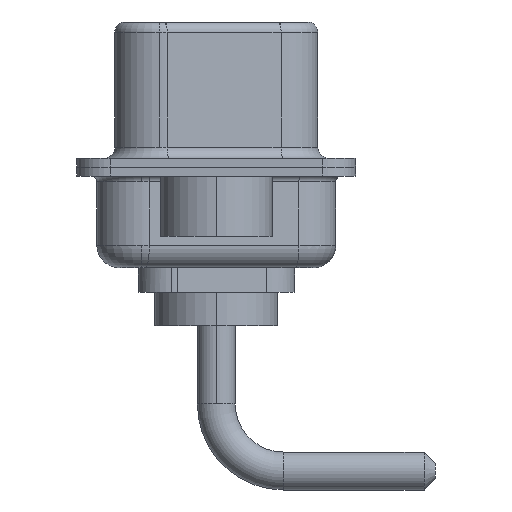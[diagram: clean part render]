
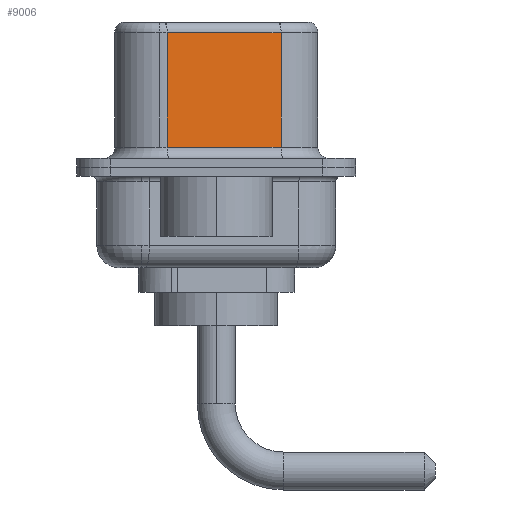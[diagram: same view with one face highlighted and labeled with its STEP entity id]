
A CAD part, left-side view. The second image highlights one B-rep face of the part: STEP entity #9006.
In plain terms, the highlighted planar face has unit normal (-0.985, -0.174, 0).
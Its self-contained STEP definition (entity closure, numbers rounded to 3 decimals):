
#935 = DIRECTION ( 'NONE',  ( -0.174, 0.985, 0. ) ) ;
#2699 = ORIENTED_EDGE ( 'NONE', *, *, #7165, .F. ) ;
#2735 = LINE ( 'NONE', #6468, #14300 ) ;
#4461 = DIRECTION ( 'NONE',  ( 0.174, -0.985, 0. ) ) ;
#4658 = VECTOR ( 'NONE', #4461, 1000. ) ;
#4759 = CARTESIAN_POINT ( 'NONE',  ( 3.68, 2.203, 0.9 ) ) ;
#4846 = CARTESIAN_POINT ( 'NONE',  ( 4.58, -2.897, 0.9 ) ) ;
#6468 = CARTESIAN_POINT ( 'NONE',  ( 3.68, 2.203, 6.52 ) ) ;
#6953 = FACE_OUTER_BOUND ( 'NONE', #15431, .T. ) ;
#7078 = VERTEX_POINT ( 'NONE', #14309 ) ;
#7165 = EDGE_CURVE ( 'NONE', #7078, #8572, #10795, .T. ) ;
#7564 = VERTEX_POINT ( 'NONE', #12882 ) ;
#8016 = VECTOR ( 'NONE', #15749, 1000. ) ;
#8083 = CARTESIAN_POINT ( 'NONE',  ( 4.58, -2.897, 6.02 ) ) ;
#8247 = DIRECTION ( 'NONE',  ( 0.985, 0.174, 0. ) ) ;
#8328 = PLANE ( 'NONE',  #10352 ) ;
#8411 = CARTESIAN_POINT ( 'NONE',  ( 4.58, -2.897, 6.52 ) ) ;
#8572 = VERTEX_POINT ( 'NONE', #4846 ) ;
#9006 = ADVANCED_FACE ( 'NONE', ( #6953 ), #8328, .F. ) ;
#9751 = ORIENTED_EDGE ( 'NONE', *, *, #13525, .T. ) ;
#9777 = VECTOR ( 'NONE', #13486, 1000. ) ;
#10352 = AXIS2_PLACEMENT_3D ( 'NONE', #8411, #8247, #935 ) ;
#10668 = ORIENTED_EDGE ( 'NONE', *, *, #14019, .T. ) ;
#10795 = LINE ( 'NONE', #13407, #9777 ) ;
#10805 = LINE ( 'NONE', #15872, #4658 ) ;
#12572 = ORIENTED_EDGE ( 'NONE', *, *, #13206, .T. ) ;
#12882 = CARTESIAN_POINT ( 'NONE',  ( 3.68, 2.203, 6.02 ) ) ;
#13206 = EDGE_CURVE ( 'NONE', #13829, #8572, #10805, .T. ) ;
#13407 = CARTESIAN_POINT ( 'NONE',  ( 4.58, -2.897, 6.52 ) ) ;
#13486 = DIRECTION ( 'NONE',  ( 0., 0., -1. ) ) ;
#13525 = EDGE_CURVE ( 'NONE', #7564, #13829, #2735, .T. ) ;
#13829 = VERTEX_POINT ( 'NONE', #4759 ) ;
#14019 = EDGE_CURVE ( 'NONE', #7078, #7564, #14444, .T. ) ;
#14300 = VECTOR ( 'NONE', #15271, 1000. ) ;
#14309 = CARTESIAN_POINT ( 'NONE',  ( 4.58, -2.897, 6.02 ) ) ;
#14444 = LINE ( 'NONE', #8083, #8016 ) ;
#15271 = DIRECTION ( 'NONE',  ( 0., 0., -1. ) ) ;
#15431 = EDGE_LOOP ( 'NONE', ( #2699, #10668, #9751, #12572 ) ) ;
#15749 = DIRECTION ( 'NONE',  ( -0.174, 0.985, 0. ) ) ;
#15872 = CARTESIAN_POINT ( 'NONE',  ( 4.58, -2.897, 0.9 ) ) ;
